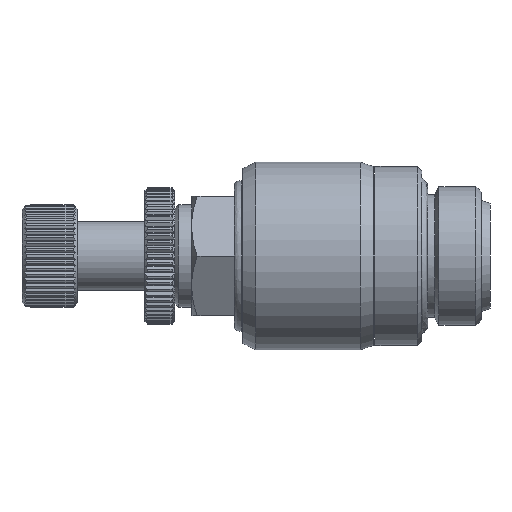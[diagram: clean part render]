
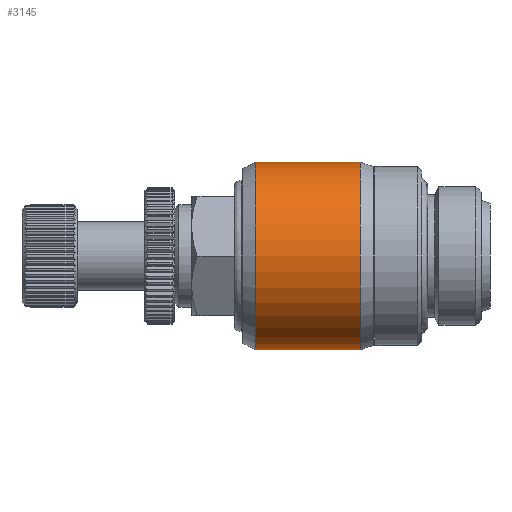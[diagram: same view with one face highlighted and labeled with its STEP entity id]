
A CAD part, left-side view. The second image highlights one B-rep face of the part: STEP entity #3145.
In plain terms, the highlighted cylindrical face has radius 11 mm (diameter 22 mm), a partial arc.
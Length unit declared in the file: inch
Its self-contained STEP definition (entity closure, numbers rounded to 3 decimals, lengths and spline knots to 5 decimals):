
#985 = DIRECTION ( 'NONE',  ( 0., 0., 1. ) ) ;
#1199 = CARTESIAN_POINT ( 'NONE',  ( 0., 1.08268, -0.43307 ) ) ;
#1542 = VECTOR ( 'NONE', #6416, 39.37008 ) ;
#2039 = ORIENTED_EDGE ( 'NONE', *, *, #3881, .T. ) ;
#2182 = CARTESIAN_POINT ( 'NONE',  ( 0., 1.08268, 0.43307 ) ) ;
#2215 = CARTESIAN_POINT ( 'NONE',  ( 0., 0.59843, 0. ) ) ;
#2512 = CIRCLE ( 'NONE', #4101, 0.43307 ) ;
#2925 = AXIS2_PLACEMENT_3D ( 'NONE', #2215, #11603, #3578 ) ;
#3145 = ADVANCED_FACE ( 'NONE', ( #17039 ), #6319, .T. ) ;
#3578 = DIRECTION ( 'NONE',  ( 0., 0., 1. ) ) ;
#3881 = EDGE_CURVE ( 'NONE', #8556, #11268, #9261, .T. ) ;
#4101 = AXIS2_PLACEMENT_3D ( 'NONE', #17100, #9045, #985 ) ;
#4576 = CARTESIAN_POINT ( 'NONE',  ( 0., 0.59843, 0.43307 ) ) ;
#5455 = VECTOR ( 'NONE', #10718, 39.37008 ) ;
#5567 = EDGE_CURVE ( 'NONE', #8556, #11018, #9427, .T. ) ;
#5741 = AXIS2_PLACEMENT_3D ( 'NONE', #7434, #8657, #15459 ) ;
#5777 = CARTESIAN_POINT ( 'NONE',  ( 0., 0.59843, -0.43307 ) ) ;
#6319 = CYLINDRICAL_SURFACE ( 'NONE', #5741, 0.43307 ) ;
#6416 = DIRECTION ( 'NONE',  ( 0., 1., 0. ) ) ;
#6465 = EDGE_CURVE ( 'NONE', #17385, #11018, #2512, .T. ) ;
#7434 = CARTESIAN_POINT ( 'NONE',  ( 0., 0.84055, 0. ) ) ;
#8556 = VERTEX_POINT ( 'NONE', #5777 ) ;
#8657 = DIRECTION ( 'NONE',  ( 0., 1., 0. ) ) ;
#8803 = ORIENTED_EDGE ( 'NONE', *, *, #10406, .T. ) ;
#9045 = DIRECTION ( 'NONE',  ( 0., -1., 0. ) ) ;
#9261 = CIRCLE ( 'NONE', #2925, 0.43307 ) ;
#9371 = CARTESIAN_POINT ( 'NONE',  ( 0., 0.84055, -0.43307 ) ) ;
#9427 = LINE ( 'NONE', #9371, #5455 ) ;
#9956 = EDGE_LOOP ( 'NONE', ( #11944, #2039, #8803, #15154 ) ) ;
#10403 = CARTESIAN_POINT ( 'NONE',  ( 0., 0.84055, 0.43307 ) ) ;
#10406 = EDGE_CURVE ( 'NONE', #11268, #17385, #11860, .T. ) ;
#10718 = DIRECTION ( 'NONE',  ( 0., 1., 0. ) ) ;
#11018 = VERTEX_POINT ( 'NONE', #1199 ) ;
#11268 = VERTEX_POINT ( 'NONE', #4576 ) ;
#11603 = DIRECTION ( 'NONE',  ( 0., 1., 0. ) ) ;
#11860 = LINE ( 'NONE', #10403, #1542 ) ;
#11944 = ORIENTED_EDGE ( 'NONE', *, *, #5567, .F. ) ;
#15154 = ORIENTED_EDGE ( 'NONE', *, *, #6465, .T. ) ;
#15459 = DIRECTION ( 'NONE',  ( 0., 0., 1. ) ) ;
#17039 = FACE_OUTER_BOUND ( 'NONE', #9956, .T. ) ;
#17100 = CARTESIAN_POINT ( 'NONE',  ( 0., 1.08268, 0. ) ) ;
#17385 = VERTEX_POINT ( 'NONE', #2182 ) ;
